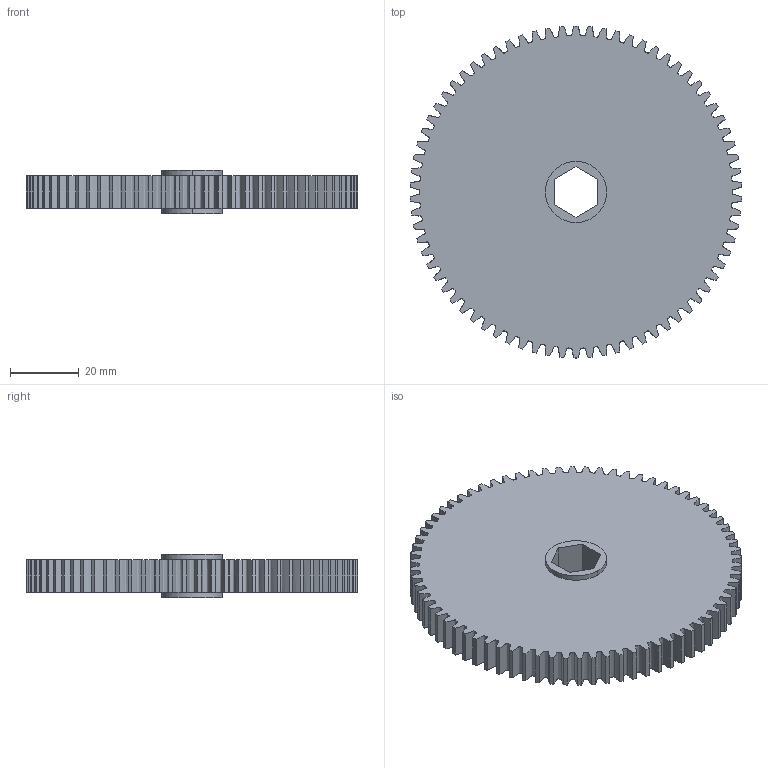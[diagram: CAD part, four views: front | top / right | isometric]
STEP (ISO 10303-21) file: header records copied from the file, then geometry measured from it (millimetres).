
FILE_DESCRIPTION (( 'STEP AP214' ), '1' );
FILE_NAME ('217-5478-001 Rev1.STEP', '2016-08-25T21:00:05', ( '' ), ( '' ), 'SwSTEP 2.0', 'SolidWorks 2015', '' );
FILE_SCHEMA (( 'AUTOMOTIVE_DESIGN' ));
Length unit declared in the file: millimetre
Products named in the file (1): 217-5478-001 Rev1
Bounding box: 96.48 x 96.52 x 12.6 mm (x, y, z)
Volume: 66879.3 mm3; surface area: 19985.8 mm2
Topology: 1 solids, 1 shells, 162 faces, 474 edges, 316 vertices
Faces by surface type: cylinder 78, bspline 74, plane 10
Entity records: 25136 total; most frequent: CARTESIAN_POINT 21155, ORIENTED_EDGE 948, DIRECTION 660, EDGE_CURVE 474, VERTEX_POINT 316, AXIS2_PLACEMENT_3D 245, LINE 170, VECTOR 170
